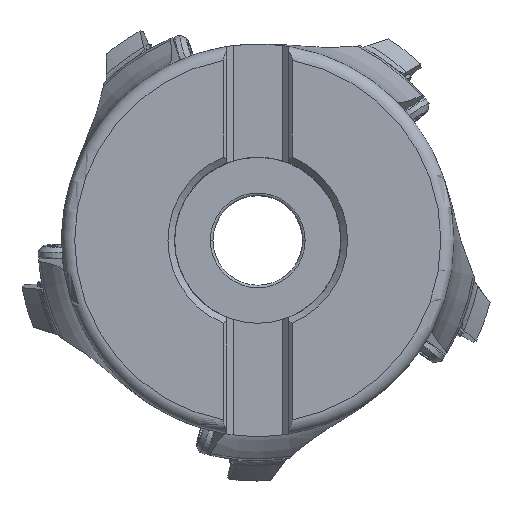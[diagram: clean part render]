
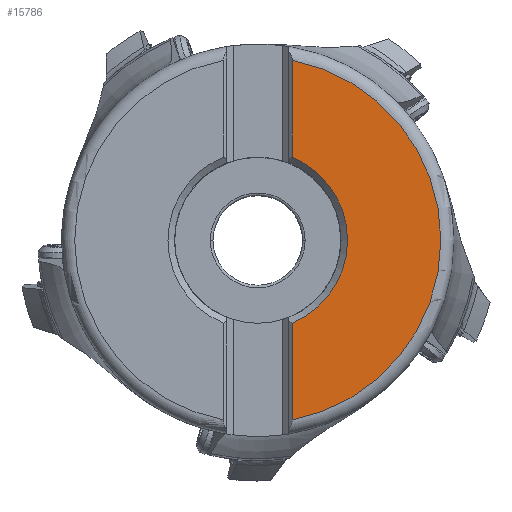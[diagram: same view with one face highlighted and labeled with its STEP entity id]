
A CAD part, top view. The second image highlights one B-rep face of the part: STEP entity #15786.
In plain terms, the highlighted planar face has unit normal (0, 0, 1).
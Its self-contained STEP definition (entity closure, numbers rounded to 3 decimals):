
#8048=CARTESIAN_POINT('',(0.,0.,0.));
#8049=DIRECTION('',(0.,0.,-1.));
#8050=DIRECTION('',(0.188,0.982,0.));
#8051=AXIS2_PLACEMENT_3D('',#8048,#8049,#8050);
#8056=DIRECTION('',(0.,1.,0.));
#8057=VECTOR('',#8056,14.814);
#8058=CARTESIAN_POINT('',(5.263,-27.501,0.));
#8059=LINE('',#8058,#8057);
#8063=CARTESIAN_POINT('',(0.,0.,0.));
#8064=DIRECTION('',(0.,0.,1.));
#8065=DIRECTION('',(0.383,-0.924,0.));
#8066=AXIS2_PLACEMENT_3D('',#8063,#8064,#8065);
#8071=CARTESIAN_POINT('',(0.,0.,0.));
#8072=DIRECTION('',(0.,0.,1.));
#8073=DIRECTION('',(1.,0.,0.));
#8074=AXIS2_PLACEMENT_3D('',#8071,#8072,#8073);
#8079=DIRECTION('',(0.,1.,0.));
#8080=VECTOR('',#8079,14.814);
#8081=CARTESIAN_POINT('',(5.263,12.687,0.));
#8082=LINE('',#8081,#8080);
#10009=CARTESIAN_POINT('',(5.263,27.501,0.));
#10010=CARTESIAN_POINT('',(5.262,-27.501,
0.));
#10011=VERTEX_POINT('',#10009);
#10012=VERTEX_POINT('',#10010);
#10021=CARTESIAN_POINT('',(5.263,-12.687,0.));
#10022=VERTEX_POINT('',#10021);
#10023=CARTESIAN_POINT('',(5.263,12.687,0.));
#10024=VERTEX_POINT('',#10023);
#10036=CARTESIAN_POINT('',(13.735,0.,0.));
#10037=VERTEX_POINT('',#10036);
#15771=CARTESIAN_POINT('',(16.631,0.,0.));
#15772=DIRECTION('',(0.,0.,1.));
#15773=DIRECTION('',(1.,0.,0.));
#15774=AXIS2_PLACEMENT_3D('',#15771,#15772,#15773);
#15775=PLANE('',#15774);
#15776=ORIENTED_EDGE('',*,*,#15421,.T.);
#15778=ORIENTED_EDGE('',*,*,#15777,.T.);
#15780=ORIENTED_EDGE('',*,*,#15779,.T.);
#15782=ORIENTED_EDGE('',*,*,#15781,.T.);
#15783=ORIENTED_EDGE('',*,*,#15755,.T.);
#15784=EDGE_LOOP('',(#15776,#15778,#15780,#15782,#15783));
#15785=FACE_OUTER_BOUND('',#15784,.F.);
#8052=CIRCLE('',#8051,28.);
#8067=CIRCLE('',#8066,13.735);
#8075=CIRCLE('',#8074,13.735);
#15421=EDGE_CURVE('',#10011,#10012,#8052,.T.);
#15755=EDGE_CURVE('',#10024,#10011,#8082,.T.);
#15777=EDGE_CURVE('',#10012,#10022,#8059,.T.);
#15779=EDGE_CURVE('',#10022,#10037,#8067,.T.);
#15781=EDGE_CURVE('',#10037,#10024,#8075,.T.);
#15786=ADVANCED_FACE('',(#15785),#15775,.T.);
